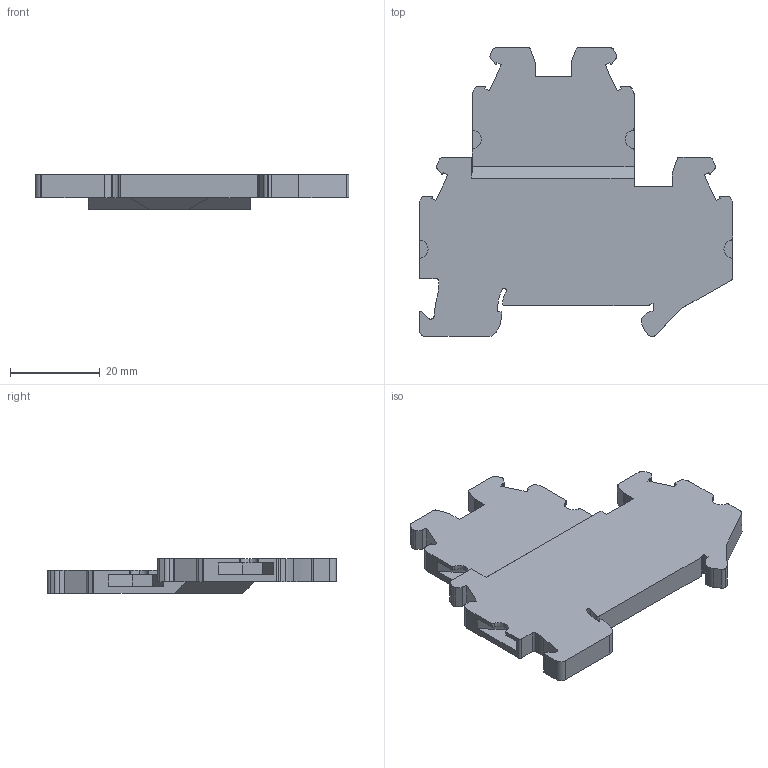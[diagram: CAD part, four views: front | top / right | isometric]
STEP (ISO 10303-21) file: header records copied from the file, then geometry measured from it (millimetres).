
FILE_DESCRIPTION(('OneSpaceDesigner STEP Export'),'2;1');
FILE_NAME('3044636_uttb25_select.stp','2006-01-30T11:12:44',(''),(''),'OneSpace Designer STEP processor for AP203 (Solid Model)','OneSpace Designer 13.01 05-Feb-2005 (C) CoCreate Software GmbH','');
FILE_SCHEMA(('CONFIG_CONTROL_DESIGN'));
Length unit declared in the file: millimetre
Products named in the file (2): 3044636_uttb25_select
Assembly tree (1 placements, depth 2):
  3044636_uttb25_select
    3044636_uttb25_select
Bounding box: 69.9 x 64.35 x 7.72 mm (x, y, z)
Volume: 15343.9 mm3; surface area: 8417.2 mm2
Topology: 1 solids, 2 shells, 238 faces, 685 edges, 456 vertices
Faces by surface type: plane 143, cylinder 95
Entity records: 9481 total; most frequent: ORIENTED_EDGE 1370, CARTESIAN_POINT 1293, DIRECTION 1185, EDGE_CURVE 685, VECTOR 489, LINE 489, VERTEX_POINT 456, AXIS2_PLACEMENT_3D 348
